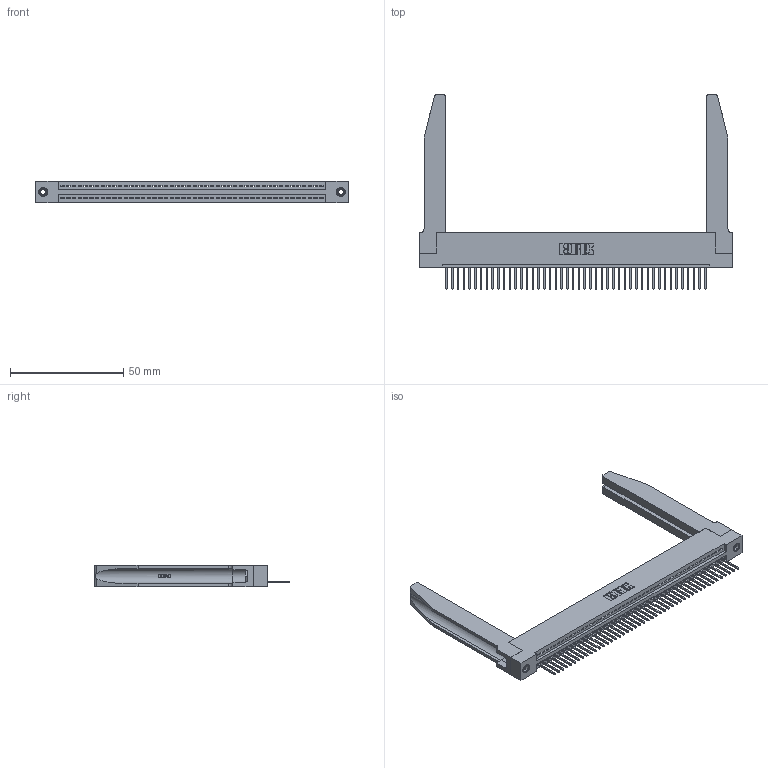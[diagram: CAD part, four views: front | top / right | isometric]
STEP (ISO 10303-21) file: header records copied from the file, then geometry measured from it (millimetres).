
FILE_DESCRIPTION (( 'STEP AP203' ), '1' );
FILE_NAME ('345-046-523-178.STEP', '2019-10-08T23:13:46', ( '' ), ( '' ), 'SwSTEP 2.0', 'SolidWorks 2016', '' );
FILE_SCHEMA (( 'CONFIG_CONTROL_DESIGN' ));
Length unit declared in the file: inch
Products named in the file (5): 345-250-001_345-250-001-102; 345-046-523-178; 345 Part_Flush Mounting Lugs - 0.156 Dia-TH; 345-292-001_345-293-123; 345-220-078_345-220-078
Assembly tree (51 placements, depth 2):
  345-046-523-178
    345 Part_Flush Mounting Lugs - 0.156 Dia-TH
    345-292-001_345-293-123  x46
    345-250-001_345-250-001-102  x2
    345-220-078_345-220-078  x2
Bounding box: 138.07 x 85.78 x 9.4 mm (x, y, z)
Volume: 20899.9 mm3; surface area: 24397.9 mm2
Topology: 51 solids, 51 shells, 3028 faces, 9045 edges, 5958 vertices
Faces by surface type: plane 2062, cylinder 914, bspline 36, cone 12, torus 4
Entity records: 38840 total; most frequent: CARTESIAN_POINT 7625, ORIENTED_EDGE 6502, DIRECTION 5661, EDGE_CURVE 3251, LINE 2841, VECTOR 2841, VERTEX_POINT 2160, AXIS2_PLACEMENT_3D 1410
